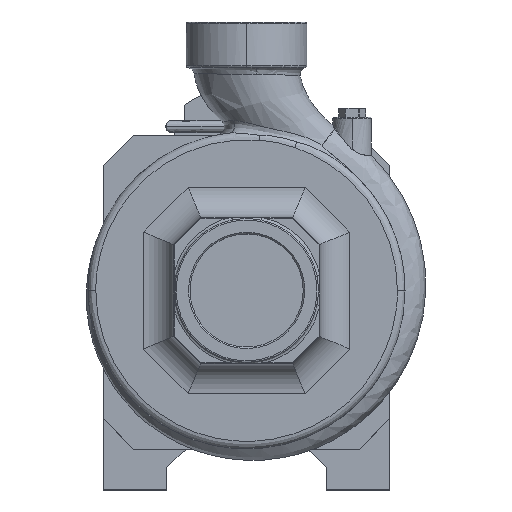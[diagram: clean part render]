
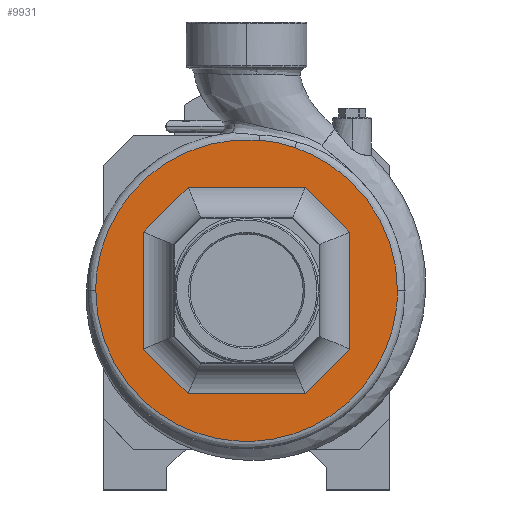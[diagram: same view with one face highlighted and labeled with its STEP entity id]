
A CAD part, top view. The second image highlights one B-rep face of the part: STEP entity #9931.
In plain terms, the highlighted free-form (B-spline) face has degree [1, 1] with [2, 2] control points.
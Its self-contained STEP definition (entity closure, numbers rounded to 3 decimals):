
#8265 = VERTEX_POINT('',#8266);
#8266 = CARTESIAN_POINT('',(-138.531,182.862,
    35.326));
#8272 = EDGE_CURVE('',#8273,#8265,#8275,.T.);
#8273 = VERTEX_POINT('',#8274);
#8274 = CARTESIAN_POINT('',(11.614,320.905,
    35.326));
#8275 = ( BOUNDED_CURVE() B_SPLINE_CURVE(2,(#8276,#8277,#8278),
.UNSPECIFIED.,.F.,.F.) B_SPLINE_CURVE_WITH_KNOTS((3,3),(1.487,
3.142),.PIECEWISE_BEZIER_KNOTS.) CURVE() 
GEOMETRIC_REPRESENTATION_ITEM() RATIONAL_B_SPLINE_CURVE((1.,
0.677,1.)) REPRESENTATION_ITEM('') );
#8276 = CARTESIAN_POINT('',(11.614,320.905,
    35.326));
#8277 = CARTESIAN_POINT('',(-138.531,333.537,
    35.326));
#8278 = CARTESIAN_POINT('',(-138.531,182.862,
    35.326));
#8332 = VERTEX_POINT('',#8333);
#8333 = CARTESIAN_POINT('',(138.531,182.862,
    35.326));
#8339 = EDGE_CURVE('',#8265,#8332,#8340,.T.);
#8340 = ( BOUNDED_CURVE() B_SPLINE_CURVE(2,(#8341,#8342,#8343,#8344,
#8345),.UNSPECIFIED.,.F.,.F.) B_SPLINE_CURVE_WITH_KNOTS((3,2,3),(
    3.142,4.712,6.283),
.PIECEWISE_BEZIER_KNOTS.) CURVE() GEOMETRIC_REPRESENTATION_ITEM() 
RATIONAL_B_SPLINE_CURVE((1.,0.707,1.,0.707,1.)) 
REPRESENTATION_ITEM('') );
#8341 = CARTESIAN_POINT('',(-138.531,182.862,
    35.326));
#8342 = CARTESIAN_POINT('',(-138.531,44.33,
    35.326));
#8343 = CARTESIAN_POINT('',(0.,44.33,
    35.326));
#8344 = CARTESIAN_POINT('',(138.531,44.33,
    35.326));
#8345 = CARTESIAN_POINT('',(138.531,182.862,
    35.326));
#9931 = ADVANCED_FACE('',(#9932,#9990),#10019,.T.);
#9932 = FACE_BOUND('',#9933,.T.);
#9933 = EDGE_LOOP('',(#9934,#9943,#9950,#9957,#9964,#9971,#9978,#9985));
#9934 = ORIENTED_EDGE('',*,*,#9935,.T.);
#9935 = EDGE_CURVE('',#9936,#9938,#9940,.T.);
#9936 = VERTEX_POINT('',#9937);
#9937 = CARTESIAN_POINT('',(-94.894,129.133,
    35.326));
#9938 = VERTEX_POINT('',#9939);
#9939 = CARTESIAN_POINT('',(-94.894,236.59,
    35.326));
#9940 = B_SPLINE_CURVE_WITH_KNOTS('',1,(#9941,#9942),.UNSPECIFIED.,.F.,
  .F.,(2,2),(-38.784,38.784),.PIECEWISE_BEZIER_KNOTS.);
#9941 = CARTESIAN_POINT('',(-94.894,129.133,
    35.326));
#9942 = CARTESIAN_POINT('',(-94.894,236.59,
    35.326));
#9943 = ORIENTED_EDGE('',*,*,#9944,.T.);
#9944 = EDGE_CURVE('',#9938,#9945,#9947,.T.);
#9945 = VERTEX_POINT('',#9946);
#9946 = CARTESIAN_POINT('',(-53.728,277.756,
    35.326));
#9947 = B_SPLINE_CURVE_WITH_KNOTS('',1,(#9948,#9949),.UNSPECIFIED.,.F.,
  .F.,(2,2),(-33.74,8.284),.PIECEWISE_BEZIER_KNOTS.);
#9948 = CARTESIAN_POINT('',(-94.894,236.59,
    35.326));
#9949 = CARTESIAN_POINT('',(-53.728,277.756,
    35.326));
#9950 = ORIENTED_EDGE('',*,*,#9951,.T.);
#9951 = EDGE_CURVE('',#9945,#9952,#9954,.T.);
#9952 = VERTEX_POINT('',#9953);
#9953 = CARTESIAN_POINT('',(53.728,277.756,
    35.326));
#9954 = B_SPLINE_CURVE_WITH_KNOTS('',1,(#9955,#9956),.UNSPECIFIED.,.F.,
  .F.,(2,2),(-38.784,38.784),.PIECEWISE_BEZIER_KNOTS.);
#9955 = CARTESIAN_POINT('',(-53.728,277.756,
    35.326));
#9956 = CARTESIAN_POINT('',(53.728,277.756,
    35.326));
#9957 = ORIENTED_EDGE('',*,*,#9958,.T.);
#9958 = EDGE_CURVE('',#9952,#9959,#9961,.T.);
#9959 = VERTEX_POINT('',#9960);
#9960 = CARTESIAN_POINT('',(94.894,236.59,
    35.326));
#9961 = B_SPLINE_CURVE_WITH_KNOTS('',1,(#9962,#9963),.UNSPECIFIED.,.F.,
  .F.,(2,2),(-33.74,8.284),.PIECEWISE_BEZIER_KNOTS.);
#9962 = CARTESIAN_POINT('',(53.728,277.756,
    35.326));
#9963 = CARTESIAN_POINT('',(94.894,236.59,
    35.326));
#9964 = ORIENTED_EDGE('',*,*,#9965,.T.);
#9965 = EDGE_CURVE('',#9959,#9966,#9968,.T.);
#9966 = VERTEX_POINT('',#9967);
#9967 = CARTESIAN_POINT('',(94.894,129.133,
    35.326));
#9968 = B_SPLINE_CURVE_WITH_KNOTS('',1,(#9969,#9970),.UNSPECIFIED.,.F.,
  .F.,(2,2),(-38.784,38.784),.PIECEWISE_BEZIER_KNOTS.);
#9969 = CARTESIAN_POINT('',(94.894,236.59,
    35.326));
#9970 = CARTESIAN_POINT('',(94.894,129.133,
    35.326));
#9971 = ORIENTED_EDGE('',*,*,#9972,.T.);
#9972 = EDGE_CURVE('',#9966,#9973,#9975,.T.);
#9973 = VERTEX_POINT('',#9974);
#9974 = CARTESIAN_POINT('',(53.728,87.967,
    35.326));
#9975 = B_SPLINE_CURVE_WITH_KNOTS('',1,(#9976,#9977),.UNSPECIFIED.,.F.,
  .F.,(2,2),(-33.74,8.284),.PIECEWISE_BEZIER_KNOTS.);
#9976 = CARTESIAN_POINT('',(94.894,129.133,
    35.326));
#9977 = CARTESIAN_POINT('',(53.728,87.967,
    35.326));
#9978 = ORIENTED_EDGE('',*,*,#9979,.T.);
#9979 = EDGE_CURVE('',#9973,#9980,#9982,.T.);
#9980 = VERTEX_POINT('',#9981);
#9981 = CARTESIAN_POINT('',(-53.728,87.967,
    35.326));
#9982 = B_SPLINE_CURVE_WITH_KNOTS('',1,(#9983,#9984),.UNSPECIFIED.,.F.,
  .F.,(2,2),(-38.784,38.784),.PIECEWISE_BEZIER_KNOTS.);
#9983 = CARTESIAN_POINT('',(53.728,87.967,
    35.326));
#9984 = CARTESIAN_POINT('',(-53.728,87.967,
    35.326));
#9985 = ORIENTED_EDGE('',*,*,#9986,.T.);
#9986 = EDGE_CURVE('',#9980,#9936,#9987,.T.);
#9987 = B_SPLINE_CURVE_WITH_KNOTS('',1,(#9988,#9989),.UNSPECIFIED.,.F.,
  .F.,(2,2),(-33.74,8.284),.PIECEWISE_BEZIER_KNOTS.);
#9988 = CARTESIAN_POINT('',(-53.728,87.967,
    35.326));
#9989 = CARTESIAN_POINT('',(-94.894,129.133,
    35.326));
#9990 = FACE_BOUND('',#9991,.T.);
#9991 = EDGE_LOOP('',(#9992,#9993,#9994,#10002));
#9992 = ORIENTED_EDGE('',*,*,#8272,.T.);
#9993 = ORIENTED_EDGE('',*,*,#8339,.T.);
#9994 = ORIENTED_EDGE('',*,*,#9995,.T.);
#9995 = EDGE_CURVE('',#8332,#9996,#9998,.T.);
#9996 = VERTEX_POINT('',#9997);
#9997 = CARTESIAN_POINT('',(44.174,314.161,
    35.326));
#9998 = ( BOUNDED_CURVE() B_SPLINE_CURVE(2,(#9999,#10000,#10001),
.UNSPECIFIED.,.F.,.F.) B_SPLINE_CURVE_WITH_KNOTS((3,3),(0.,
1.246),.PIECEWISE_BEZIER_KNOTS.) CURVE() 
GEOMETRIC_REPRESENTATION_ITEM() RATIONAL_B_SPLINE_CURVE((1.,
0.812,1.)) REPRESENTATION_ITEM('') );
#9999 = CARTESIAN_POINT('',(138.531,182.862,
    35.326));
#10000 = CARTESIAN_POINT('',(138.531,282.416,
    35.326));
#10001 = CARTESIAN_POINT('',(44.174,314.161,
    35.326));
#10002 = ORIENTED_EDGE('',*,*,#10003,.T.);
#10003 = EDGE_CURVE('',#9996,#8273,#10004,.T.);
#10004 = B_SPLINE_CURVE_WITH_KNOTS('',3,(#10005,#10006,#10007,#10008,
    #10009,#10010,#10011,#10012,#10013,#10014,#10015,#10016,#10017,
    #10018),.UNSPECIFIED.,.F.,.F.,(4,2,2,2,2,2,4),(0.,0.006
    ,0.012,0.015,0.018,
    0.021,0.024),.UNSPECIFIED.);
#10005 = CARTESIAN_POINT('',(44.174,314.161,
    35.326));
#10006 = CARTESIAN_POINT('',(41.529,315.051,
    35.326));
#10007 = CARTESIAN_POINT('',(38.875,315.911,
    35.326));
#10008 = CARTESIAN_POINT('',(33.541,317.489,
    35.326));
#10009 = CARTESIAN_POINT('',(30.859,318.205,
    35.326));
#10010 = CARTESIAN_POINT('',(26.797,319.088,
    35.326));
#10011 = CARTESIAN_POINT('',(25.436,319.351,
    35.326));
#10012 = CARTESIAN_POINT('',(22.701,319.806,
    35.326));
#10013 = CARTESIAN_POINT('',(21.326,319.999,
    35.326));
#10014 = CARTESIAN_POINT('',(18.565,320.323,
    35.326));
#10015 = CARTESIAN_POINT('',(17.178,320.454,
    35.326));
#10016 = CARTESIAN_POINT('',(14.397,320.687,
    35.326));
#10017 = CARTESIAN_POINT('',(13.004,320.788,
    35.326));
#10018 = CARTESIAN_POINT('',(11.614,320.905,
    35.326));
#10019 = B_SPLINE_SURFACE_WITH_KNOTS('',1,1,(
    (#10020,#10021)
    ,(#10022,#10023
  )),.UNSPECIFIED.,.F.,.F.,.F.,(2,2),(2,2),(-100.,100.),(-100.,100.),
  .PIECEWISE_BEZIER_KNOTS.);
#10020 = CARTESIAN_POINT('',(-138.531,44.33,
    35.326));
#10021 = CARTESIAN_POINT('',(-138.531,321.393,
    35.326));
#10022 = CARTESIAN_POINT('',(138.531,44.33,
    35.326));
#10023 = CARTESIAN_POINT('',(138.531,321.393,
    35.326));
